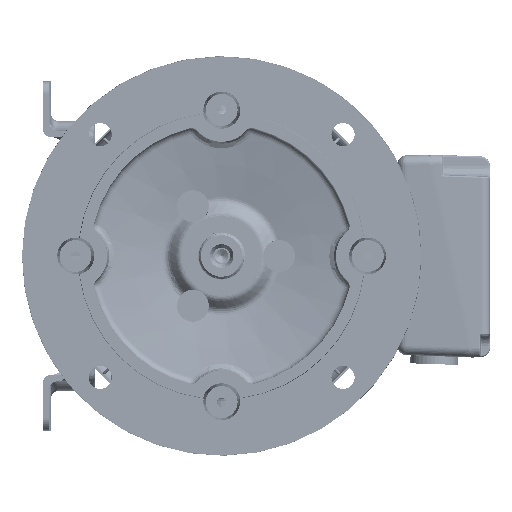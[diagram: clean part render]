
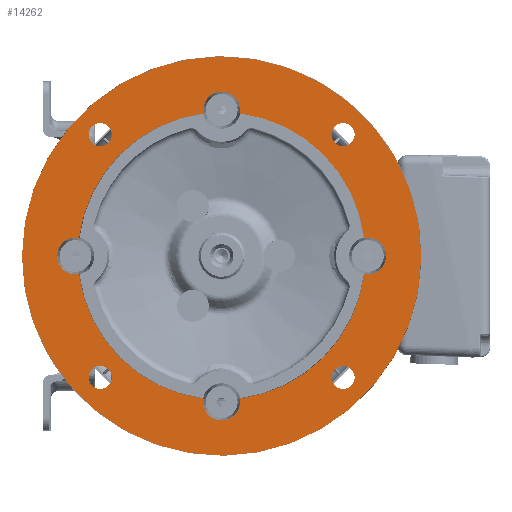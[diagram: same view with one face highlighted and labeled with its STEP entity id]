
A CAD part, left-side view. The second image highlights one B-rep face of the part: STEP entity #14262.
In plain terms, the highlighted planar face has unit normal (-1, 0, 0).
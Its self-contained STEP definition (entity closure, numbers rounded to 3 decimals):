
#14262 = ADVANCED_FACE( '', ( #31060, #31061, #31062, #31063, #31064, #31065 ), #31066, .T. );
#31060 = FACE_BOUND( '', #129361, .T. );
#31061 = FACE_BOUND( '', #129362, .T. );
#31062 = FACE_BOUND( '', #129363, .T. );
#31063 = FACE_BOUND( '', #129364, .T. );
#31064 = FACE_BOUND( '', #129365, .T. );
#31065 = FACE_OUTER_BOUND( '', #129366, .T. );
#31066 = PLANE( '', #129367 );
#129361 = EDGE_LOOP( '', ( #211561, #211562, #211563, #211564, #211565, #211566, #211567, #211568 ) );
#129362 = EDGE_LOOP( '', ( #211569 ) );
#129363 = EDGE_LOOP( '', ( #211570 ) );
#129364 = EDGE_LOOP( '', ( #211571 ) );
#129365 = EDGE_LOOP( '', ( #211572 ) );
#129366 = EDGE_LOOP( '', ( #211573 ) );
#129367 = AXIS2_PLACEMENT_3D( '', #211574, #211575, #211576 );
#211561 = ORIENTED_EDGE( '', *, *, #239925, .F. );
#211562 = ORIENTED_EDGE( '', *, *, #246014, .F. );
#211563 = ORIENTED_EDGE( '', *, *, #231545, .F. );
#211564 = ORIENTED_EDGE( '', *, *, #235281, .F. );
#211565 = ORIENTED_EDGE( '', *, *, #246015, .F. );
#211566 = ORIENTED_EDGE( '', *, *, #244252, .F. );
#211567 = ORIENTED_EDGE( '', *, *, #245697, .F. );
#211568 = ORIENTED_EDGE( '', *, *, #242202, .F. );
#211569 = ORIENTED_EDGE( '', *, *, #244039, .T. );
#211570 = ORIENTED_EDGE( '', *, *, #246016, .T. );
#211571 = ORIENTED_EDGE( '', *, *, #246017, .T. );
#211572 = ORIENTED_EDGE( '', *, *, #231881, .T. );
#211573 = ORIENTED_EDGE( '', *, *, #232532, .T. );
#211574 = CARTESIAN_POINT( '', ( -140., -90., 0. ) );
#211575 = DIRECTION( '', ( -1., 0., 0. ) );
#211576 = DIRECTION( '', ( 0., 1., 0. ) );
#231545 = EDGE_CURVE( '', #255378, #255369, #255380, .T. );
#231881 = EDGE_CURVE( '', #255963, #255963, #255964, .T. );
#232532 = EDGE_CURVE( '', #257086, #257086, #257087, .T. );
#235281 = EDGE_CURVE( '', #261557, #255378, #261559, .T. );
#239925 = EDGE_CURVE( '', #268679, #268681, #268682, .T. );
#242202 = EDGE_CURVE( '', #268681, #271800, #271803, .T. );
#244039 = EDGE_CURVE( '', #274221, #274221, #274222, .T. );
#244252 = EDGE_CURVE( '', #274490, #274486, #274492, .T. );
#245697 = EDGE_CURVE( '', #271800, #274490, #276272, .T. );
#246014 = EDGE_CURVE( '', #255369, #268679, #276661, .T. );
#246015 = EDGE_CURVE( '', #274486, #261557, #276662, .T. );
#246016 = EDGE_CURVE( '', #276663, #276663, #276664, .T. );
#246017 = EDGE_CURVE( '', #276665, #276665, #276666, .T. );
#255369 = VERTEX_POINT( '', #302239 );
#255378 = VERTEX_POINT( '', #302260 );
#255380 = CIRCLE( '', #302265, 11.444 );
#255963 = VERTEX_POINT( '', #305094 );
#255964 = CIRCLE( '', #305095, 7.25 );
#257086 = VERTEX_POINT( '', #309577 );
#257087 = CIRCLE( '', #309578, 125. );
#261557 = VERTEX_POINT( '', #328874 );
#261559 = CIRCLE( '', #328882, 90. );
#268679 = VERTEX_POINT( '', #355732 );
#268681 = VERTEX_POINT( '', #355737 );
#268682 = CIRCLE( '', #355738, 11.444 );
#271800 = VERTEX_POINT( '', #368848 );
#271803 = CIRCLE( '', #368854, 90. );
#274221 = VERTEX_POINT( '', #380626 );
#274222 = CIRCLE( '', #380627, 7.25 );
#274486 = VERTEX_POINT( '', #381842 );
#274490 = VERTEX_POINT( '', #381849 );
#274492 = CIRCLE( '', #381857, 90. );
#276272 = CIRCLE( '', #389941, 11.444 );
#276661 = CIRCLE( '', #391248, 90. );
#276662 = CIRCLE( '', #391249, 11.444 );
#276663 = VERTEX_POINT( '', #391250 );
#276664 = CIRCLE( '', #391251, 7.25 );
#276665 = VERTEX_POINT( '', #391252 );
#276666 = CIRCLE( '', #391253, 7.25 );
#302239 = CARTESIAN_POINT( '', ( -140., 89.297, -11.229 ) );
#302260 = CARTESIAN_POINT( '', ( -140., 89.297, 11.229 ) );
#302265 = AXIS2_PLACEMENT_3D( '', #410647, #410648, #410649 );
#305094 = CARTESIAN_POINT( '', ( -140., -83.264, -76.014 ) );
#305095 = AXIS2_PLACEMENT_3D( '', #411063, #411064, #411065 );
#309577 = CARTESIAN_POINT( '', ( -140., 125., 0. ) );
#309578 = AXIS2_PLACEMENT_3D( '', #411864, #411865, #411866 );
#328874 = CARTESIAN_POINT( '', ( -140., 11.229, 89.297 ) );
#328882 = AXIS2_PLACEMENT_3D( '', #415035, #415036, #415037 );
#355732 = CARTESIAN_POINT( '', ( -140., 11.229, -89.297 ) );
#355737 = CARTESIAN_POINT( '', ( -140., -11.229, -89.297 ) );
#355738 = AXIS2_PLACEMENT_3D( '', #420831, #420832, #420833 );
#368848 = CARTESIAN_POINT( '', ( -140., -89.297, -11.229 ) );
#368854 = AXIS2_PLACEMENT_3D( '', #423365, #423366, #423367 );
#380626 = CARTESIAN_POINT( '', ( -140., -76.014, 83.264 ) );
#380627 = AXIS2_PLACEMENT_3D( '', #425197, #425198, #425199 );
#381842 = CARTESIAN_POINT( '', ( -140., -11.229, 89.297 ) );
#381849 = CARTESIAN_POINT( '', ( -140., -89.297, 11.229 ) );
#381857 = AXIS2_PLACEMENT_3D( '', #425428, #425429, #425430 );
#389941 = AXIS2_PLACEMENT_3D( '', #426811, #426812, #426813 );
#391248 = AXIS2_PLACEMENT_3D( '', #427132, #427133, #427134 );
#391249 = AXIS2_PLACEMENT_3D( '', #427135, #427136, #427137 );
#391250 = CARTESIAN_POINT( '', ( -140., 83.264, 76.014 ) );
#391251 = AXIS2_PLACEMENT_3D( '', #427138, #427139, #427140 );
#391252 = CARTESIAN_POINT( '', ( -140., 76.014, -83.264 ) );
#391253 = AXIS2_PLACEMENT_3D( '', #427141, #427142, #427143 );
#410647 = CARTESIAN_POINT( '', ( -140., 91.5, 0. ) );
#410648 = DIRECTION( '', ( -1., 0., 0. ) );
#410649 = DIRECTION( '', ( 0., 1., 0. ) );
#411063 = CARTESIAN_POINT( '', ( -140., -76.014, -76.014 ) );
#411064 = DIRECTION( '', ( 1., 0., 0. ) );
#411065 = DIRECTION( '', ( 0., -1., 0. ) );
#411864 = CARTESIAN_POINT( '', ( -140., 0., 0. ) );
#411865 = DIRECTION( '', ( -1., 0., 0. ) );
#411866 = DIRECTION( '', ( 0., 1., 0. ) );
#415035 = CARTESIAN_POINT( '', ( -140., 0., 0. ) );
#415036 = DIRECTION( '', ( -1., 0., 0. ) );
#415037 = DIRECTION( '', ( 0., 1., 0. ) );
#420831 = CARTESIAN_POINT( '', ( -140., 0., -91.5 ) );
#420832 = DIRECTION( '', ( -1., 0., 0. ) );
#420833 = DIRECTION( '', ( 0., 1., 0. ) );
#423365 = CARTESIAN_POINT( '', ( -140., 0., 0. ) );
#423366 = DIRECTION( '', ( -1., 0., 0. ) );
#423367 = DIRECTION( '', ( 0., 1., 0. ) );
#425197 = CARTESIAN_POINT( '', ( -140., -76.014, 76.014 ) );
#425198 = DIRECTION( '', ( 1., 0., 0. ) );
#425199 = DIRECTION( '', ( 0., 0., 1. ) );
#425428 = CARTESIAN_POINT( '', ( -140., 0., 0. ) );
#425429 = DIRECTION( '', ( -1., 0., 0. ) );
#425430 = DIRECTION( '', ( 0., 1., 0. ) );
#426811 = CARTESIAN_POINT( '', ( -140., -91.5, 0. ) );
#426812 = DIRECTION( '', ( -1., 0., 0. ) );
#426813 = DIRECTION( '', ( 0., 1., 0. ) );
#427132 = CARTESIAN_POINT( '', ( -140., 0., 0. ) );
#427133 = DIRECTION( '', ( -1., 0., 0. ) );
#427134 = DIRECTION( '', ( 0., 1., 0. ) );
#427135 = CARTESIAN_POINT( '', ( -140., 0., 91.5 ) );
#427136 = DIRECTION( '', ( -1., 0., 0. ) );
#427137 = DIRECTION( '', ( 0., 1., 0. ) );
#427138 = CARTESIAN_POINT( '', ( -140., 76.014, 76.014 ) );
#427139 = DIRECTION( '', ( 1., 0., 0. ) );
#427140 = DIRECTION( '', ( 0., 1., 0. ) );
#427141 = CARTESIAN_POINT( '', ( -140., 76.014, -76.014 ) );
#427142 = DIRECTION( '', ( 1., 0., 0. ) );
#427143 = DIRECTION( '', ( 0., 0., -1. ) );
